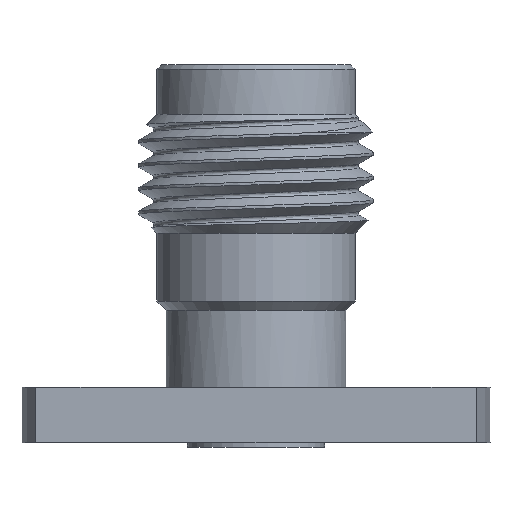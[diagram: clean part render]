
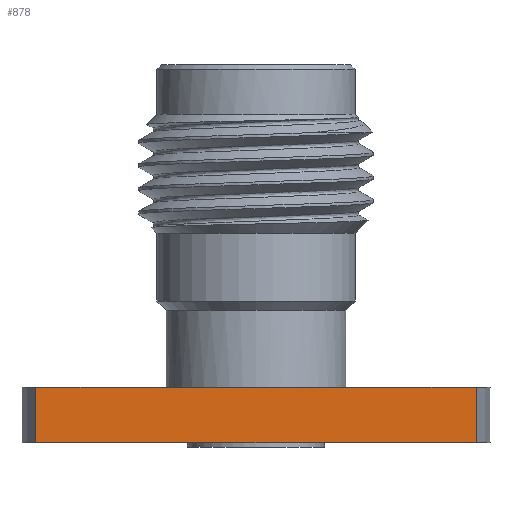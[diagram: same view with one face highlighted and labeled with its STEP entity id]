
A CAD part, left-side view. The second image highlights one B-rep face of the part: STEP entity #878.
In plain terms, the highlighted planar face has unit normal (-1, 0, 0).
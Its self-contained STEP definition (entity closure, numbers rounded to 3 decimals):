
#71 = CARTESIAN_POINT ( 'NONE',  ( -2.415, -6.554, 0. ) ) ;
#96 = DIRECTION ( 'NONE',  ( 0., 0., 1. ) ) ;
#114 = FACE_OUTER_BOUND ( 'NONE', #3098, .T. ) ;
#235 = ORIENTED_EDGE ( 'NONE', *, *, #2483, .T. ) ;
#252 = VECTOR ( 'NONE', #1590, 1000. ) ;
#256 = DIRECTION ( 'NONE',  ( 0., -1., 0. ) ) ;
#369 = LINE ( 'NONE', #3010, #2997 ) ;
#471 = DIRECTION ( 'NONE',  ( 0., -1., 0. ) ) ;
#479 = VERTEX_POINT ( 'NONE', #831 ) ;
#579 = DIRECTION ( 'NONE',  ( -1., 0., 0. ) ) ;
#596 = VERTEX_POINT ( 'NONE', #1213 ) ;
#686 = CARTESIAN_POINT ( 'NONE',  ( -2.415, -6.554, 0. ) ) ;
#831 = CARTESIAN_POINT ( 'NONE',  ( -2.415, 6.554, -1.65 ) ) ;
#854 = DIRECTION ( 'NONE',  ( 0., 0., 1. ) ) ;
#875 = EDGE_CURVE ( 'NONE', #479, #1270, #369, .T. ) ;
#878 = ADVANCED_FACE ( 'NONE', ( #114 ), #3037, .T. ) ;
#896 = EDGE_CURVE ( 'NONE', #596, #2260, #1786, .T. ) ;
#980 = CARTESIAN_POINT ( 'NONE',  ( -2.415, -6.554, -1.65 ) ) ;
#1036 = LINE ( 'NONE', #71, #2706 ) ;
#1149 = VECTOR ( 'NONE', #2974, 1000. ) ;
#1213 = CARTESIAN_POINT ( 'NONE',  ( -2.415, 1.15, 0. ) ) ;
#1226 = CARTESIAN_POINT ( 'NONE',  ( -2.415, -6.554, -1.65 ) ) ;
#1243 = LINE ( 'NONE', #1226, #2725 ) ;
#1246 = VERTEX_POINT ( 'NONE', #980 ) ;
#1270 = VERTEX_POINT ( 'NONE', #3146 ) ;
#1290 = LINE ( 'NONE', #1832, #1149 ) ;
#1310 = ORIENTED_EDGE ( 'NONE', *, *, #1651, .F. ) ;
#1436 = CARTESIAN_POINT ( 'NONE',  ( -2.415, -6.554, 0. ) ) ;
#1577 = ORIENTED_EDGE ( 'NONE', *, *, #875, .F. ) ;
#1590 = DIRECTION ( 'NONE',  ( 0., -1., 0. ) ) ;
#1639 = ORIENTED_EDGE ( 'NONE', *, *, #2991, .F. ) ;
#1651 = EDGE_CURVE ( 'NONE', #2260, #2266, #2876, .T. ) ;
#1786 = LINE ( 'NONE', #2284, #252 ) ;
#1818 = CARTESIAN_POINT ( 'NONE',  ( -2.415, -6.554, -1.65 ) ) ;
#1831 = AXIS2_PLACEMENT_3D ( 'NONE', #1818, #579, #854 ) ;
#1832 = CARTESIAN_POINT ( 'NONE',  ( -2.415, -6.554, -1.65 ) ) ;
#2069 = ORIENTED_EDGE ( 'NONE', *, *, #2571, .T. ) ;
#2260 = VERTEX_POINT ( 'NONE', #2832 ) ;
#2266 = VERTEX_POINT ( 'NONE', #686 ) ;
#2284 = CARTESIAN_POINT ( 'NONE',  ( -2.415, -6.554, 0. ) ) ;
#2456 = DIRECTION ( 'NONE',  ( 0., -1., 0. ) ) ;
#2483 = EDGE_CURVE ( 'NONE', #479, #1246, #1243, .T. ) ;
#2571 = EDGE_CURVE ( 'NONE', #1246, #2266, #1290, .T. ) ;
#2575 = ORIENTED_EDGE ( 'NONE', *, *, #896, .F. ) ;
#2706 = VECTOR ( 'NONE', #2456, 1000. ) ;
#2715 = VECTOR ( 'NONE', #471, 1000. ) ;
#2725 = VECTOR ( 'NONE', #256, 1000. ) ;
#2832 = CARTESIAN_POINT ( 'NONE',  ( -2.415, -1.15, 0. ) ) ;
#2876 = LINE ( 'NONE', #1436, #2715 ) ;
#2974 = DIRECTION ( 'NONE',  ( 0., 0., 1. ) ) ;
#2991 = EDGE_CURVE ( 'NONE', #1270, #596, #1036, .T. ) ;
#2997 = VECTOR ( 'NONE', #96, 1000. ) ;
#3010 = CARTESIAN_POINT ( 'NONE',  ( -2.415, 6.554, -1.65 ) ) ;
#3037 = PLANE ( 'NONE',  #1831 ) ;
#3098 = EDGE_LOOP ( 'NONE', ( #1639, #1577, #235, #2069, #1310, #2575 ) ) ;
#3146 = CARTESIAN_POINT ( 'NONE',  ( -2.415, 6.554, 0. ) ) ;
